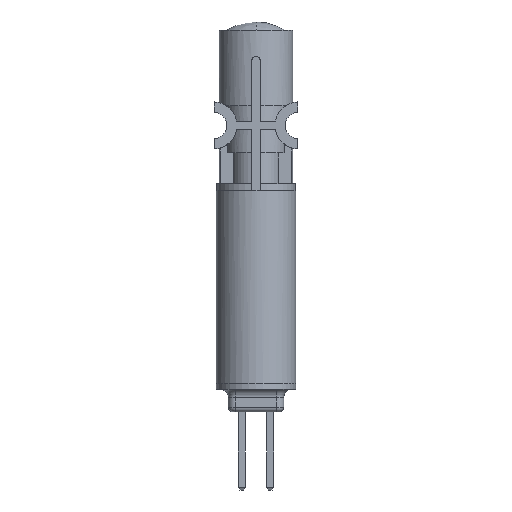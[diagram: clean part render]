
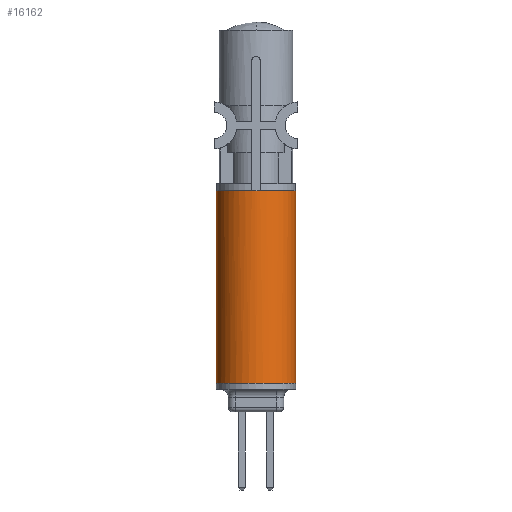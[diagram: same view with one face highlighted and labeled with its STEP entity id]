
A CAD part, front view. The second image highlights one B-rep face of the part: STEP entity #16162.
In plain terms, the highlighted cylindrical face has radius 3.581 mm (diameter 7.163 mm), a partial arc.
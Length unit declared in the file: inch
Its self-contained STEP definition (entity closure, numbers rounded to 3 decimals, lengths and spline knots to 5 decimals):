
#1033 = DIRECTION ( 'NONE',  ( 0., 0., -1. ) ) ;
#1794 = CARTESIAN_POINT ( 'NONE',  ( -0.141, 0., -1.245 ) ) ;
#1859 = DIRECTION ( 'NONE',  ( 0., 0., 1. ) ) ;
#2619 = EDGE_CURVE ( 'NONE', #18815, #7138, #36786, .T. ) ;
#3101 = ORIENTED_EDGE ( 'NONE', *, *, #18323, .F. ) ;
#3611 = EDGE_CURVE ( 'NONE', #18815, #5164, #29458, .T. ) ;
#5164 = VERTEX_POINT ( 'NONE', #16098 ) ;
#5250 = VECTOR ( 'NONE', #16459, 39.37008 ) ;
#5495 = DIRECTION ( 'NONE',  ( 0., 0., -1. ) ) ;
#6237 = ORIENTED_EDGE ( 'NONE', *, *, #3611, .T. ) ;
#6332 = AXIS2_PLACEMENT_3D ( 'NONE', #10995, #30121, #14381 ) ;
#6615 = DIRECTION ( 'NONE',  ( 0., 0., 1. ) ) ;
#7138 = VERTEX_POINT ( 'NONE', #1794 ) ;
#7846 = AXIS2_PLACEMENT_3D ( 'NONE', #27238, #1859, #8063 ) ;
#8063 = DIRECTION ( 'NONE',  ( 1., 0., 0. ) ) ;
#8319 = CIRCLE ( 'NONE', #31826, 0.141 ) ;
#8895 = VERTEX_POINT ( 'NONE', #25521 ) ;
#9641 = CIRCLE ( 'NONE', #6332, 0.141 ) ;
#9752 = VERTEX_POINT ( 'NONE', #29426 ) ;
#9860 = ORIENTED_EDGE ( 'NONE', *, *, #12679, .T. ) ;
#10995 = CARTESIAN_POINT ( 'NONE',  ( 0., 0., -0.566 ) ) ;
#12679 = EDGE_CURVE ( 'NONE', #5164, #21332, #9641, .T. ) ;
#13556 = EDGE_CURVE ( 'NONE', #8895, #9752, #30611, .T. ) ;
#13827 = DIRECTION ( 'NONE',  ( -1., 0., 0. ) ) ;
#14381 = DIRECTION ( 'NONE',  ( -1., 0., 0. ) ) ;
#14608 = ORIENTED_EDGE ( 'NONE', *, *, #2619, .F. ) ;
#15025 = EDGE_LOOP ( 'NONE', ( #3101, #14608, #6237, #9860, #18952, #21065 ) ) ;
#16098 = CARTESIAN_POINT ( 'NONE',  ( 0.141, 0., -0.566 ) ) ;
#16162 = ADVANCED_FACE ( 'NONE', ( #40618 ), #30779, .T. ) ;
#16459 = DIRECTION ( 'NONE',  ( 0., 0., 1. ) ) ;
#16968 = CARTESIAN_POINT ( 'NONE',  ( 0., 0., -0.566 ) ) ;
#18323 = EDGE_CURVE ( 'NONE', #7138, #9752, #35374, .T. ) ;
#18815 = VERTEX_POINT ( 'NONE', #27769 ) ;
#18952 = ORIENTED_EDGE ( 'NONE', *, *, #32995, .T. ) ;
#21065 = ORIENTED_EDGE ( 'NONE', *, *, #13556, .T. ) ;
#21332 = VERTEX_POINT ( 'NONE', #21511 ) ;
#21511 = CARTESIAN_POINT ( 'NONE',  ( 0.015, -0.1402, -0.566 ) ) ;
#22759 = CARTESIAN_POINT ( 'NONE',  ( 0.141, 0., -1.266 ) ) ;
#24624 = CARTESIAN_POINT ( 'NONE',  ( 0., 0., -0.566 ) ) ;
#25521 = CARTESIAN_POINT ( 'NONE',  ( -0.015, -0.1402, -0.566 ) ) ;
#27238 = CARTESIAN_POINT ( 'NONE',  ( 0., 0., -1.266 ) ) ;
#27769 = CARTESIAN_POINT ( 'NONE',  ( 0.141, 0., -1.245 ) ) ;
#29426 = CARTESIAN_POINT ( 'NONE',  ( -0.141, 0., -0.566 ) ) ;
#29458 = LINE ( 'NONE', #22759, #5250 ) ;
#30093 = AXIS2_PLACEMENT_3D ( 'NONE', #31316, #5495, #34635 ) ;
#30121 = DIRECTION ( 'NONE',  ( 0., 0., -1. ) ) ;
#30611 = CIRCLE ( 'NONE', #40649, 0.141 ) ;
#30779 = CYLINDRICAL_SURFACE ( 'NONE', #7846, 0.141 ) ;
#31316 = CARTESIAN_POINT ( 'NONE',  ( 0., 0., -1.245 ) ) ;
#31826 = AXIS2_PLACEMENT_3D ( 'NONE', #24624, #36969, #34210 ) ;
#32995 = EDGE_CURVE ( 'NONE', #21332, #8895, #8319, .T. ) ;
#34210 = DIRECTION ( 'NONE',  ( -1., 0., 0. ) ) ;
#34635 = DIRECTION ( 'NONE',  ( -1., 0., 0. ) ) ;
#35374 = LINE ( 'NONE', #38113, #39265 ) ;
#36786 = CIRCLE ( 'NONE', #30093, 0.141 ) ;
#36969 = DIRECTION ( 'NONE',  ( 0., 0., -1. ) ) ;
#38113 = CARTESIAN_POINT ( 'NONE',  ( -0.141, 0., -1.266 ) ) ;
#39265 = VECTOR ( 'NONE', #6615, 39.37008 ) ;
#40618 = FACE_OUTER_BOUND ( 'NONE', #15025, .T. ) ;
#40649 = AXIS2_PLACEMENT_3D ( 'NONE', #16968, #1033, #13827 ) ;
